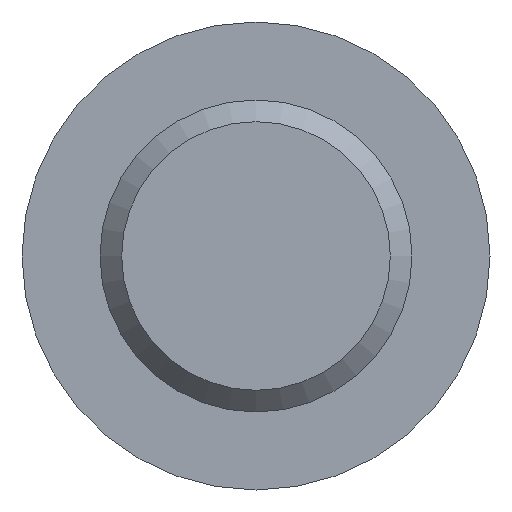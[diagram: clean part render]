
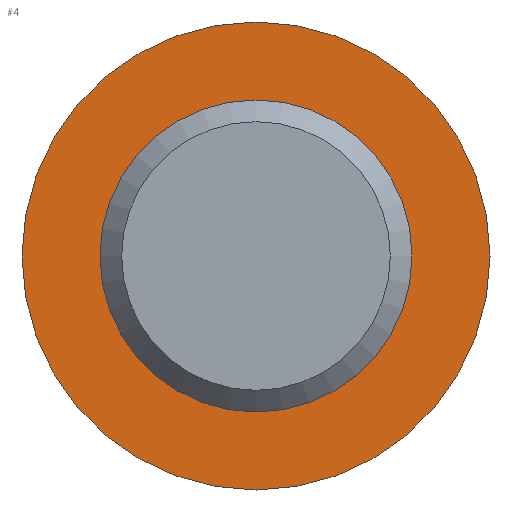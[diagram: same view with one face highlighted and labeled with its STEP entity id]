
A CAD part, front view. The second image highlights one B-rep face of the part: STEP entity #4.
In plain terms, the highlighted planar face has unit normal (0, -1, 0).
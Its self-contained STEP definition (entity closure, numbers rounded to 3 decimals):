
#4 = ADVANCED_FACE ( 'NONE', ( #184, #499 ), #548, .F. ) ;
#13 = CIRCLE ( 'NONE', #122, 9. ) ;
#22 = EDGE_LOOP ( 'NONE', ( #177 ) ) ;
#28 = DIRECTION ( 'NONE',  ( 0., 0., -1. ) ) ;
#43 = DIRECTION ( 'NONE',  ( 0., 1., 0. ) ) ;
#52 = CARTESIAN_POINT ( 'NONE',  ( 0., 70., -13.5 ) ) ;
#61 = DIRECTION ( 'NONE',  ( 0., -1., 0. ) ) ;
#70 = CARTESIAN_POINT ( 'NONE',  ( 0., 70., 0. ) ) ;
#122 = AXIS2_PLACEMENT_3D ( 'NONE', #70, #188, #351 ) ;
#155 = CARTESIAN_POINT ( 'NONE',  ( 0., 70., -9. ) ) ;
#166 = DIRECTION ( 'NONE',  ( 0., 0., 1. ) ) ;
#177 = ORIENTED_EDGE ( 'NONE', *, *, #457, .F. ) ;
#184 = FACE_BOUND ( 'NONE', #22, .T. ) ;
#188 = DIRECTION ( 'NONE',  ( 0., -1., 0. ) ) ;
#223 = EDGE_LOOP ( 'NONE', ( #390 ) ) ;
#303 = CIRCLE ( 'NONE', #349, 13.5 ) ;
#327 = AXIS2_PLACEMENT_3D ( 'NONE', #502, #43, #166 ) ;
#349 = AXIS2_PLACEMENT_3D ( 'NONE', #411, #61, #28 ) ;
#351 = DIRECTION ( 'NONE',  ( 0., 0., -1. ) ) ;
#390 = ORIENTED_EDGE ( 'NONE', *, *, #395, .T. ) ;
#395 = EDGE_CURVE ( 'NONE', #425, #425, #303, .T. ) ;
#411 = CARTESIAN_POINT ( 'NONE',  ( 0., 70., 0. ) ) ;
#425 = VERTEX_POINT ( 'NONE', #52 ) ;
#457 = EDGE_CURVE ( 'NONE', #533, #533, #13, .T. ) ;
#499 = FACE_OUTER_BOUND ( 'NONE', #223, .T. ) ;
#502 = CARTESIAN_POINT ( 'NONE',  ( -9., 70., 0. ) ) ;
#533 = VERTEX_POINT ( 'NONE', #155 ) ;
#548 = PLANE ( 'NONE',  #327 ) ;
